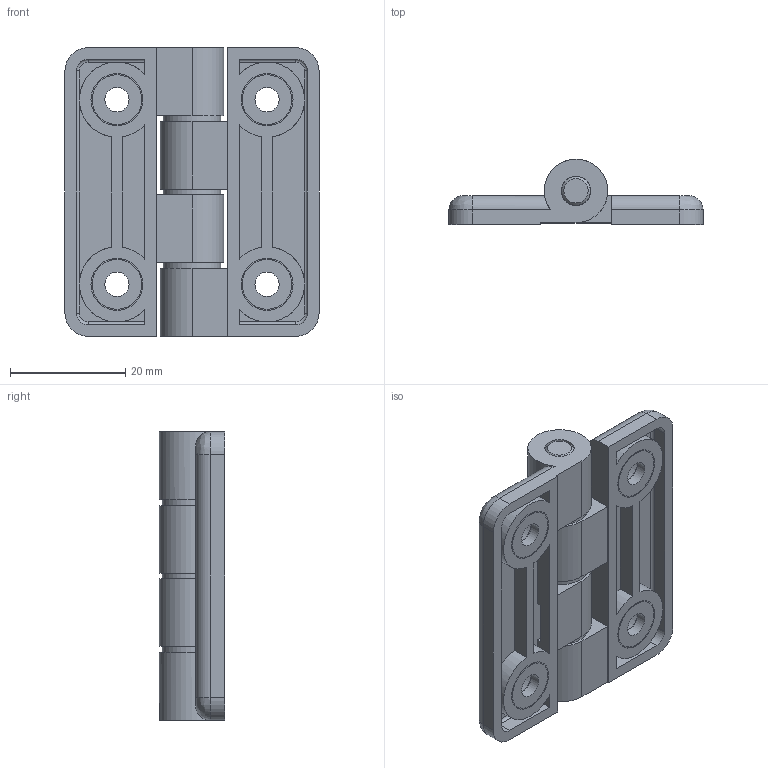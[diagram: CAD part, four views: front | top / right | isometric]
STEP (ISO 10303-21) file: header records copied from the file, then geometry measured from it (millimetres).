
FILE_DESCRIPTION(/* description */ (''),/* implementation_level */ '2;1');
FILE_NAME(/* name */ 'HC5044.stp',/* time_stamp */ '2025-08-29T15:08:44+09:00',/* author */ ('user'),/* organization */ (''),/* preprocessor_version */ 'ST-DEVELOPER v15.6',/* originating_system */ 'Autodesk Inventor 2015',/* authorisation */ '');
FILE_SCHEMA (('AUTOMOTIVE_DESIGN { 1 0 10303 214 3 1 1 }'));
Length unit declared in the file: millimetre
Products named in the file (4): 날개; Washer_1.0Tx10x5.2; 핀; HC5044
Bounding box: 44 x 11.3 x 50 mm (x, y, z)
Volume: 10204.9 mm3; surface area: 10106.9 mm2
Topology: 6 solids, 6 shells, 161 faces, 385 edges, 248 vertices
Faces by surface type: plane 76, cylinder 59, torus 20, bspline 4, cone 2
Full cylindrical faces by diameter (mm): 4.2 x4, 5 x1, 5.1 x4, 5.2 x3, 9 x8, 10 x3
Entity records: 2341 total; most frequent: DIRECTION 415, CARTESIAN_POINT 407, ORIENTED_EDGE 328, EDGE_CURVE 164, AXIS2_PLACEMENT_3D 164, EDGE_LOOP 118, VERTEX_POINT 116, LINE 87
